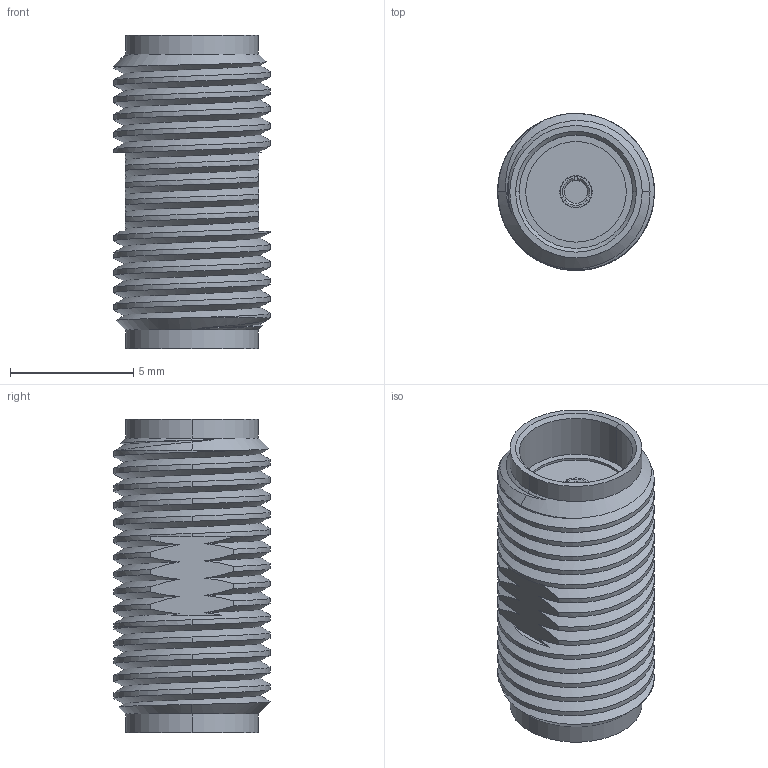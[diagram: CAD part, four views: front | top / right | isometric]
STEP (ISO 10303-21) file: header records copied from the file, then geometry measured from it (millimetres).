
FILE_DESCRIPTION (( 'STEP AP214' ), '1' );
FILE_NAME ('SMA-KK.STEP', '2023-08-31T08:32:02', ( '' ), ( '' ), 'SwSTEP 2.0', 'SolidWorks 2013', '' );
FILE_SCHEMA (( 'AUTOMOTIVE_DESIGN' ));
Length unit declared in the file: millimetre
Products named in the file (1): SMA-KK
Bounding box: 6.36 x 6.36 x 12.7 mm (x, y, z)
Volume: 278.7 mm3; surface area: 538.4 mm2
Topology: 1 solids, 1 shells, 138 faces, 372 edges, 244 vertices
Faces by surface type: cylinder 59, plane 40, cone 20, bspline 19
Entity records: 13972 total; most frequent: CARTESIAN_POINT 10812, ORIENTED_EDGE 744, DIRECTION 567, EDGE_CURVE 372, VERTEX_POINT 244, AXIS2_PLACEMENT_3D 218, EDGE_LOOP 146, FACE_OUTER_BOUND 138
